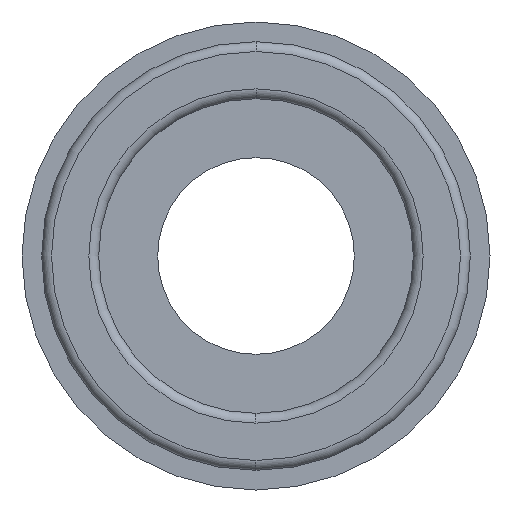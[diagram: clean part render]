
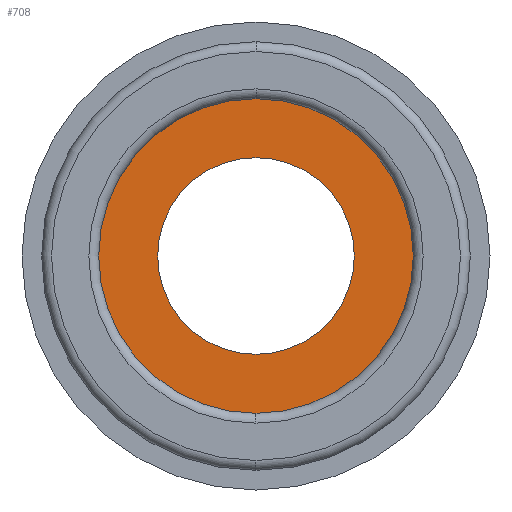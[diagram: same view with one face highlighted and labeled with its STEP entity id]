
A CAD part, front view. The second image highlights one B-rep face of the part: STEP entity #708.
In plain terms, the highlighted planar face has unit normal (0, -1, 0).
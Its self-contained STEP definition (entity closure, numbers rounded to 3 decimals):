
#32 = CARTESIAN_POINT ( 'NONE',  ( 0., -30.4, 0. ) ) ;
#47 = AXIS2_PLACEMENT_3D ( 'NONE', #930, #1059, #1052 ) ;
#145 = DIRECTION ( 'NONE',  ( 0., -1., 0. ) ) ;
#149 = CARTESIAN_POINT ( 'NONE',  ( 0., -30.4, 0. ) ) ;
#159 = DIRECTION ( 'NONE',  ( 0., 0., 1. ) ) ;
#188 = VERTEX_POINT ( 'NONE', #552 ) ;
#195 = FACE_BOUND ( 'NONE', #880, .T. ) ;
#196 = DIRECTION ( 'NONE',  ( 0., 0., 1. ) ) ;
#207 = CIRCLE ( 'NONE', #47, 5. ) ;
#211 = DIRECTION ( 'NONE',  ( 0., -1., 0. ) ) ;
#231 = CIRCLE ( 'NONE', #1070, 8. ) ;
#251 = CARTESIAN_POINT ( 'NONE',  ( 0., -30.4, 0. ) ) ;
#262 = EDGE_CURVE ( 'NONE', #899, #583, #270, .T. ) ;
#267 = DIRECTION ( 'NONE',  ( 0., -1., 0. ) ) ;
#269 = EDGE_CURVE ( 'NONE', #583, #899, #231, .T. ) ;
#270 = CIRCLE ( 'NONE', #525, 8. ) ;
#336 = CIRCLE ( 'NONE', #993, 5. ) ;
#342 = CARTESIAN_POINT ( 'NONE',  ( 0., -30.4, -5. ) ) ;
#454 = DIRECTION ( 'NONE',  ( 0., 0., -1. ) ) ;
#488 = VERTEX_POINT ( 'NONE', #342 ) ;
#513 = EDGE_CURVE ( 'NONE', #488, #188, #207, .T. ) ;
#525 = AXIS2_PLACEMENT_3D ( 'NONE', #149, #211, #159 ) ;
#547 = AXIS2_PLACEMENT_3D ( 'NONE', #980, #1001, #894 ) ;
#552 = CARTESIAN_POINT ( 'NONE',  ( 0., -30.4, 5. ) ) ;
#583 = VERTEX_POINT ( 'NONE', #935 ) ;
#599 = EDGE_LOOP ( 'NONE', ( #978, #995 ) ) ;
#708 = ADVANCED_FACE ( 'NONE', ( #195, #1105 ), #964, .T. ) ;
#732 = CARTESIAN_POINT ( 'NONE',  ( 0., -30.4, -8. ) ) ;
#779 = EDGE_CURVE ( 'NONE', #188, #488, #336, .T. ) ;
#880 = EDGE_LOOP ( 'NONE', ( #928, #941 ) ) ;
#894 = DIRECTION ( 'NONE',  ( 0., 0., 1. ) ) ;
#899 = VERTEX_POINT ( 'NONE', #732 ) ;
#928 = ORIENTED_EDGE ( 'NONE', *, *, #779, .F. ) ;
#930 = CARTESIAN_POINT ( 'NONE',  ( 0., -30.4, 0. ) ) ;
#935 = CARTESIAN_POINT ( 'NONE',  ( 0., -30.4, 8. ) ) ;
#941 = ORIENTED_EDGE ( 'NONE', *, *, #513, .F. ) ;
#964 = PLANE ( 'NONE',  #547 ) ;
#978 = ORIENTED_EDGE ( 'NONE', *, *, #269, .T. ) ;
#980 = CARTESIAN_POINT ( 'NONE',  ( 0., -30.4, 0. ) ) ;
#993 = AXIS2_PLACEMENT_3D ( 'NONE', #32, #267, #454 ) ;
#995 = ORIENTED_EDGE ( 'NONE', *, *, #262, .T. ) ;
#1001 = DIRECTION ( 'NONE',  ( 0., -1., 0. ) ) ;
#1052 = DIRECTION ( 'NONE',  ( 0., 0., -1. ) ) ;
#1059 = DIRECTION ( 'NONE',  ( 0., -1., 0. ) ) ;
#1070 = AXIS2_PLACEMENT_3D ( 'NONE', #251, #145, #196 ) ;
#1105 = FACE_OUTER_BOUND ( 'NONE', #599, .T. ) ;
